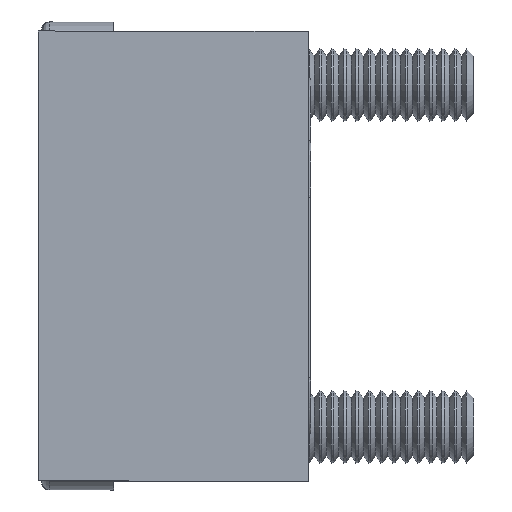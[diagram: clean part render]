
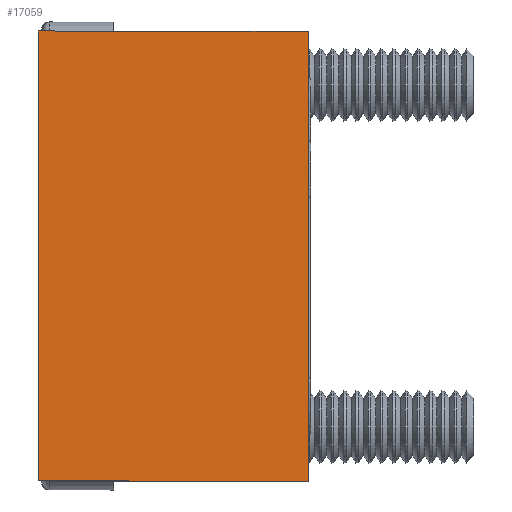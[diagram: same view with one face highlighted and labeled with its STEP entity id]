
A CAD part, left-side view. The second image highlights one B-rep face of the part: STEP entity #17059.
In plain terms, the highlighted planar face has unit normal (-1, 0, 0).
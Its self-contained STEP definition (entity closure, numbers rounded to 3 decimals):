
#113 = ORIENTED_EDGE ( 'NONE', *, *, #1381, .F. ) ;
#214 = VERTEX_POINT ( 'NONE', #5955 ) ;
#582 = CARTESIAN_POINT ( 'NONE',  ( 23.891, 66.264, 46.09 ) ) ;
#701 = DIRECTION ( 'NONE',  ( 0., 0., -1. ) ) ;
#855 = VERTEX_POINT ( 'NONE', #7033 ) ;
#897 = LINE ( 'NONE', #995, #19356 ) ;
#995 = CARTESIAN_POINT ( 'NONE',  ( 23.891, 51.264, 71.09 ) ) ;
#1381 = EDGE_CURVE ( 'NONE', #855, #3224, #7751, .T. ) ;
#1964 = AXIS2_PLACEMENT_3D ( 'NONE', #8120, #9608, #701 ) ;
#2354 = CARTESIAN_POINT ( 'NONE',  ( 23.891, 66.264, 71.09 ) ) ;
#2482 = FACE_OUTER_BOUND ( 'NONE', #8242, .T. ) ;
#3224 = VERTEX_POINT ( 'NONE', #4184 ) ;
#3657 = EDGE_CURVE ( 'NONE', #855, #6815, #7897, .T. ) ;
#4049 = LINE ( 'NONE', #18457, #11991 ) ;
#4184 = CARTESIAN_POINT ( 'NONE',  ( 23.891, 51.264, 71.09 ) ) ;
#5955 = CARTESIAN_POINT ( 'NONE',  ( 23.891, 51.264, 46.09 ) ) ;
#6382 = ORIENTED_EDGE ( 'NONE', *, *, #18556, .T. ) ;
#6613 = PLANE ( 'NONE',  #1964 ) ;
#6815 = VERTEX_POINT ( 'NONE', #6994 ) ;
#6994 = CARTESIAN_POINT ( 'NONE',  ( 23.891, 66.264, 46.09 ) ) ;
#7033 = CARTESIAN_POINT ( 'NONE',  ( 23.891, 66.264, 71.09 ) ) ;
#7751 = LINE ( 'NONE', #2354, #11738 ) ;
#7897 = LINE ( 'NONE', #582, #15824 ) ;
#8120 = CARTESIAN_POINT ( 'NONE',  ( 23.891, 66.264, 71.09 ) ) ;
#8132 = DIRECTION ( 'NONE',  ( 0., 0., -1. ) ) ;
#8242 = EDGE_LOOP ( 'NONE', ( #113, #18731, #6382, #13116 ) ) ;
#8316 = EDGE_CURVE ( 'NONE', #3224, #214, #897, .T. ) ;
#9608 = DIRECTION ( 'NONE',  ( 1., 0., 0. ) ) ;
#11274 = DIRECTION ( 'NONE',  ( 0., -1., 0. ) ) ;
#11738 = VECTOR ( 'NONE', #11274, 1000. ) ;
#11991 = VECTOR ( 'NONE', #15442, 1000. ) ;
#13116 = ORIENTED_EDGE ( 'NONE', *, *, #8316, .F. ) ;
#15442 = DIRECTION ( 'NONE',  ( 0., -1., 0. ) ) ;
#15824 = VECTOR ( 'NONE', #8132, 1000. ) ;
#17059 = ADVANCED_FACE ( 'NONE', ( #2482 ), #6613, .F. ) ;
#17352 = DIRECTION ( 'NONE',  ( 0., 0., -1. ) ) ;
#18457 = CARTESIAN_POINT ( 'NONE',  ( 23.891, 66.264, 46.09 ) ) ;
#18556 = EDGE_CURVE ( 'NONE', #6815, #214, #4049, .T. ) ;
#18731 = ORIENTED_EDGE ( 'NONE', *, *, #3657, .T. ) ;
#19356 = VECTOR ( 'NONE', #17352, 1000. ) ;
